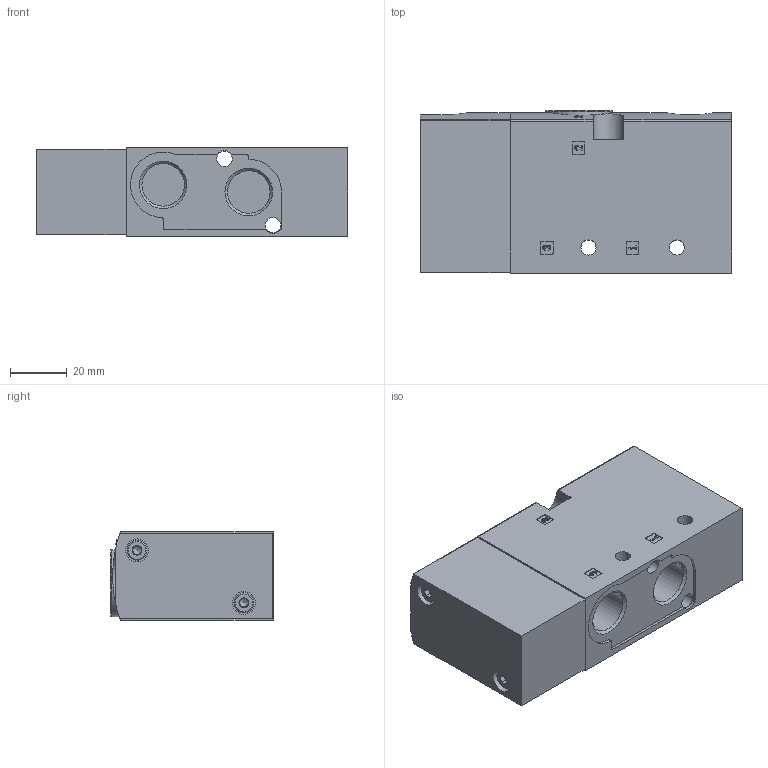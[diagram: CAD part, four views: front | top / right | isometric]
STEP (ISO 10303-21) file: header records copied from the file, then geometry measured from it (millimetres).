
FILE_DESCRIPTION(/* description */ ('STEP AP214'),/* implementation_level */ '2;1');
FILE_NAME(/* name */ '575592_VUWS-L30-M32U-E-G38',/* time_stamp */ '2024-09-17T22:33:26+02:00',/* author */ ('License CC BY-ND 4.0'),/* organization */ ('CADENAS'),/* preprocessor_version */ 'ST-DEVELOPER v19.3',/* originating_system */ 'PARTsolutions',/* authorisation */ ' ');
FILE_SCHEMA (('AUTOMOTIVE_DESIGN {1 0 10303 214 3 1 1}'));
Length unit declared in the file: millimetre
Products named in the file (4): 575592 VUWS-L30-M32U-E-G38; 2231194 VUVS-L30-M32.-E-G38 HOUSING---(H---0_E); 3065800 VUVS-L30-G-COVER53---(C---G); DIN-912 - M4x35(F)
Assembly tree (4 placements, depth 2):
  575592 VUWS-L30-M32U-E-G38
    2231194 VUVS-L30-M32.-E-G38 HOUSING---(H---0_E)
    3065800 VUVS-L30-G-COVER53---(C---G)
    DIN-912 - M4x35(F)  x2
Bounding box: 109.2 x 57 x 31 mm (x, y, z)
Volume: 170292.9 mm3; surface area: 33365.9 mm2
Topology: 4 solids, 4 shells, 283 faces, 700 edges, 448 vertices
Faces by surface type: plane 153, cylinder 89, cone 40, torus 1
Full cylindrical faces by diameter (mm): 2.5 x1, 3 x2, 3.242 x2, 4 x2, 4.5 x2, 5.3 x2, 5.4 x2, 6 x1, 7 x2, 8 x2, 8.566 x2, 14.95 x3, 16.5 x1, 23.5 x1
Entity records: 7532 total; most frequent: CARTESIAN_POINT 1363, DIRECTION 1293, ORIENTED_EDGE 1166, EDGE_CURVE 583, AXIS2_PLACEMENT_3D 465, VERTEX_POINT 411, LINE 363, VECTOR 363
